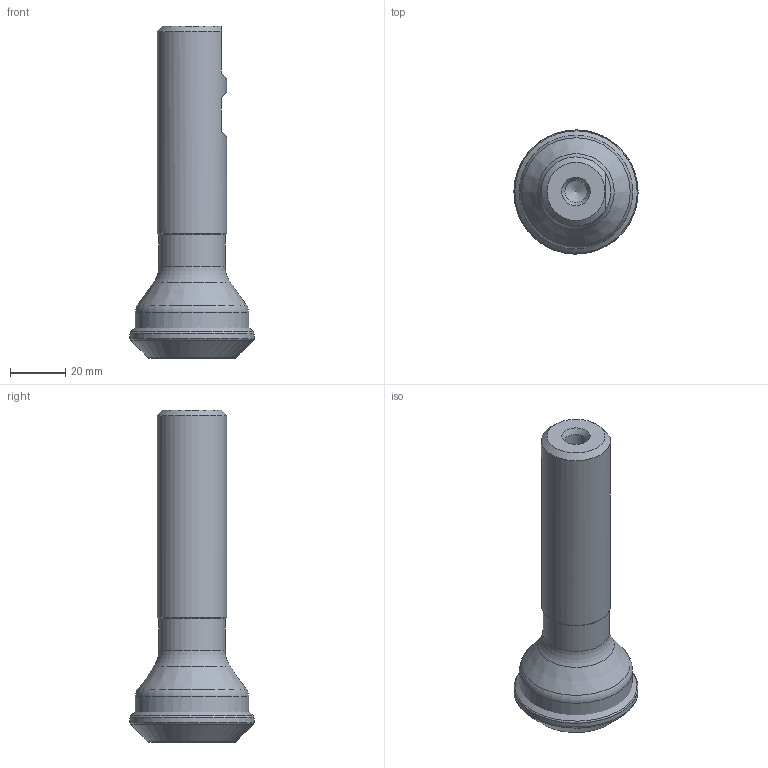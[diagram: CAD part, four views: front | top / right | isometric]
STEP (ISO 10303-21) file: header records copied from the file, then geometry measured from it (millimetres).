
FILE_DESCRIPTION(/* description */ (''),/* implementation_level */ '2;1');
FILE_NAME(/* name */ 'ax_step_export_TOP_PART.stp',/* time_stamp */ '2021-08-31T09:50:05+02:00',/* author */ (''),/* organization */ (''),/* preprocessor_version */ 'ST-DEVELOPER v16.7',/* originating_system */ 'SIEMENS PLM Software NX 12.0',/* authorisation */ '');
FILE_SCHEMA (('AUTOMOTIVE_DESIGN { 1 0 10303 214 3 1 1 1 }'));
Length unit declared in the file: millimetre
Products named in the file (4): CUT; NOCUT; ASSEMBLY_CONSTRUCTION; TOP_PART
Assembly tree (3 placements, depth 2):
  TOP_PART
    ASSEMBLY_CONSTRUCTION
    NOCUT
    CUT
Bounding box: 44.9 x 44.9 x 120 mm (x, y, z)
Volume: 82930.4 mm3; surface area: 18435.3 mm2
Topology: 2 solids, 2 shells, 41 faces, 133 edges, 130 vertices
Faces by surface type: revolution 14, plane 10, cone 6, torus 6, cylinder 4, bspline 1
Full cylindrical faces by diameter (mm): 8 x1, 24 x1, 25 x1, 41 x1
Entity records: 1471 total; most frequent: CARTESIAN_POINT 363, DIRECTION 199, ORIENTED_EDGE 94, AXIS2_PLACEMENT_3D 84, EDGE_LOOP 75, FACE_BOUND 69, EDGE_CURVE 47, VERTEX_POINT 43
